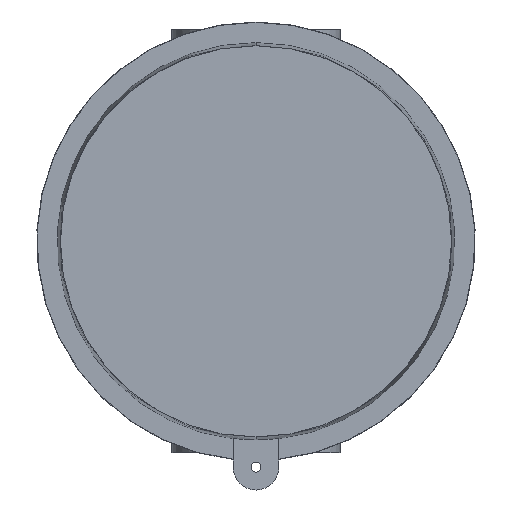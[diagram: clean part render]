
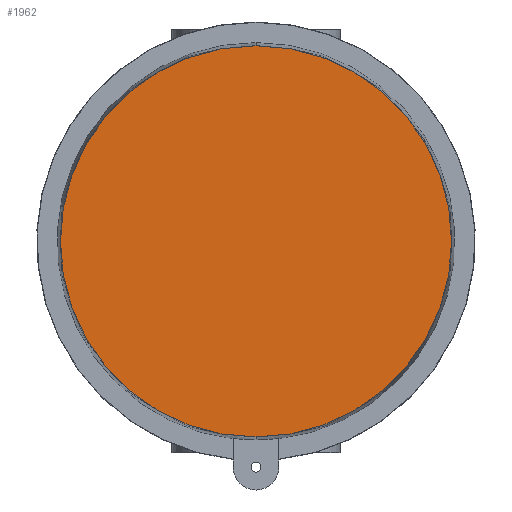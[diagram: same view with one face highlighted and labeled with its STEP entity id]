
A CAD part, front view. The second image highlights one B-rep face of the part: STEP entity #1962.
In plain terms, the highlighted planar face has unit normal (0, -1, 0).
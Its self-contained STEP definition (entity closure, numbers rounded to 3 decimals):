
#592 = CIRCLE ( 'NONE', #2668, 39.55 ) ;
#617 = CIRCLE ( 'NONE', #1272, 39.55 ) ;
#694 = VERTEX_POINT ( 'NONE', #1241 ) ;
#830 = CARTESIAN_POINT ( 'NONE',  ( 0., 0., 0. ) ) ;
#905 = PLANE ( 'NONE',  #2763 ) ;
#907 = DIRECTION ( 'NONE',  ( 0., 1., 0. ) ) ;
#909 = DIRECTION ( 'NONE',  ( 0., 0., 1. ) ) ;
#1084 = CARTESIAN_POINT ( 'NONE',  ( 0., 0., 39.55 ) ) ;
#1200 = CARTESIAN_POINT ( 'NONE',  ( 0., 0., 0. ) ) ;
#1203 = DIRECTION ( 'NONE',  ( 0., 1., 0. ) ) ;
#1208 = DIRECTION ( 'NONE',  ( 0., 0., 1. ) ) ;
#1241 = CARTESIAN_POINT ( 'NONE',  ( 0., 0., -39.55 ) ) ;
#1272 = AXIS2_PLACEMENT_3D ( 'NONE', #1200, #1203, #1208 ) ;
#1335 = EDGE_LOOP ( 'NONE', ( #2699, #2555 ) ) ;
#1873 = CARTESIAN_POINT ( 'NONE',  ( 0., 0., 0. ) ) ;
#1876 = DIRECTION ( 'NONE',  ( 0., 1., 0. ) ) ;
#1879 = DIRECTION ( 'NONE',  ( 0., 0., 1. ) ) ;
#1962 = ADVANCED_FACE ( 'NONE', ( #2946 ), #905, .F. ) ;
#2109 = VERTEX_POINT ( 'NONE', #1084 ) ;
#2144 = EDGE_CURVE ( 'NONE', #2109, #694, #617, .T. ) ;
#2545 = EDGE_CURVE ( 'NONE', #694, #2109, #592, .T. ) ;
#2555 = ORIENTED_EDGE ( 'NONE', *, *, #2144, .F. ) ;
#2668 = AXIS2_PLACEMENT_3D ( 'NONE', #1873, #1876, #1879 ) ;
#2699 = ORIENTED_EDGE ( 'NONE', *, *, #2545, .F. ) ;
#2763 = AXIS2_PLACEMENT_3D ( 'NONE', #830, #907, #909 ) ;
#2946 = FACE_OUTER_BOUND ( 'NONE', #1335, .T. ) ;
